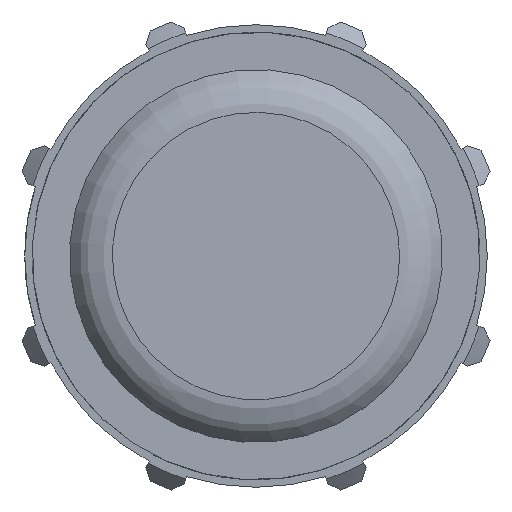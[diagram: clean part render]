
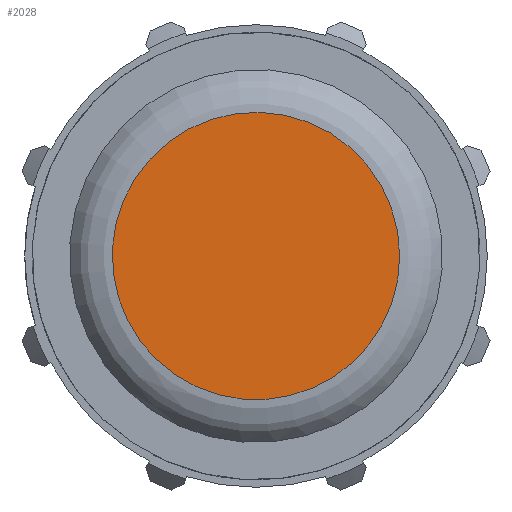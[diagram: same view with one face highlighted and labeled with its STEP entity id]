
A CAD part, left-side view. The second image highlights one B-rep face of the part: STEP entity #2028.
In plain terms, the highlighted planar face has unit normal (-1, 0, 0).
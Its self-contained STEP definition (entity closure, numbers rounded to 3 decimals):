
#371=PLANE('',#2150);
#483=FACE_OUTER_BOUND('',#601,.T.);
#601=EDGE_LOOP('',(#1318));
#733=CIRCLE('',#2148,15.598);
#824=VERTEX_POINT('',#2916);
#1023=EDGE_CURVE('',#824,#824,#733,.T.);
#1318=ORIENTED_EDGE('',*,*,#1023,.F.);
#2028=ADVANCED_FACE('',(#483),#371,.T.);
#2148=AXIS2_PLACEMENT_3D('',#2917,#2363,#2364);
#2150=AXIS2_PLACEMENT_3D('',#2920,#2367,#2368);
#2363=DIRECTION('center_axis',(1.,0.,0.));
#2364=DIRECTION('ref_axis',(0.,1.,0.001));
#2367=DIRECTION('center_axis',(-1.,0.,0.));
#2368=DIRECTION('ref_axis',(0.,0.,1.));
#2916=CARTESIAN_POINT('',(0.,-15.598,-0.022));
#2917=CARTESIAN_POINT('Origin',(0.,0.,0.));
#2920=CARTESIAN_POINT('Origin',(0.,20.25,0.));
